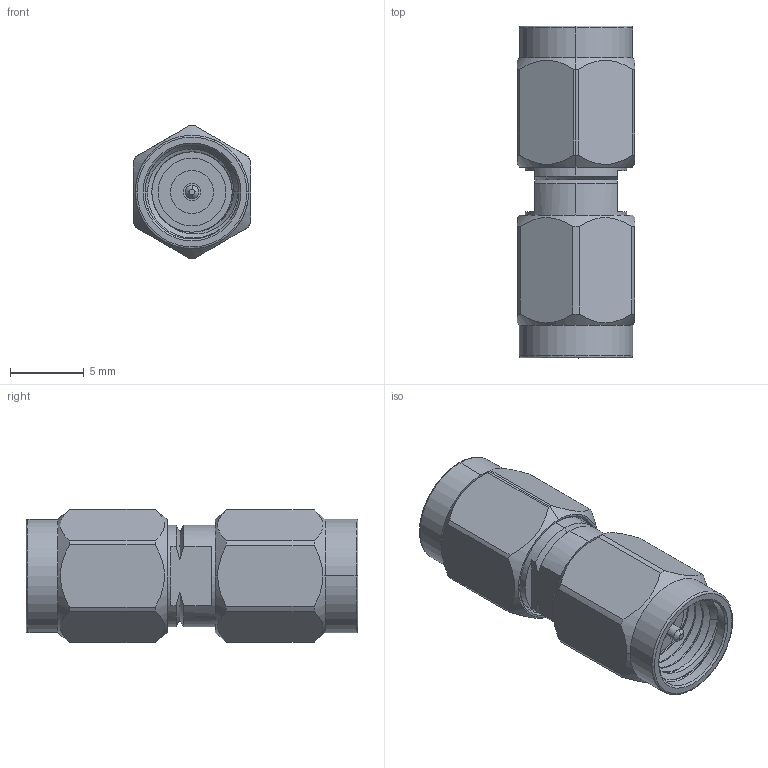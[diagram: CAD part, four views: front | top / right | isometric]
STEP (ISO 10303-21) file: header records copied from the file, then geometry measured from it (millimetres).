
FILE_DESCRIPTION (( 'STEP AP203' ), '1' );
FILE_NAME ('FMAD1029.step', '2018-12-12T17:18:22', ( '' ), ( '' ), 'SwSTEP 2.0', 'SolidWorks 2017', '' );
FILE_SCHEMA (( 'CONFIG_CONTROL_DESIGN' ));
Length unit declared in the file: inch
Products named in the file (1): FMAD1029
Bounding box: 7.94 x 22.43 x 8.99 mm (x, y, z)
Volume: 814.6 mm3; surface area: 1280.3 mm2
Topology: 1 solids, 1 shells, 140 faces, 348 edges, 224 vertices
Faces by surface type: cylinder 65, plane 35, cone 30, bspline 8, torus 2
Entity records: 6379 total; most frequent: CARTESIAN_POINT 3118, ORIENTED_EDGE 696, DIRECTION 647, EDGE_CURVE 348, AXIS2_PLACEMENT_3D 265, VERTEX_POINT 224, EDGE_LOOP 154, ADVANCED_FACE 140
